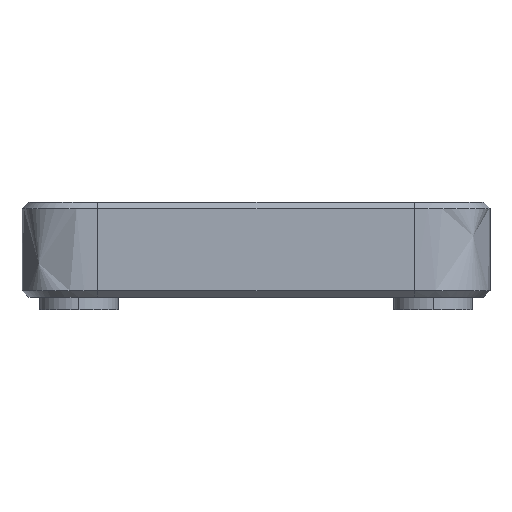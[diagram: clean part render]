
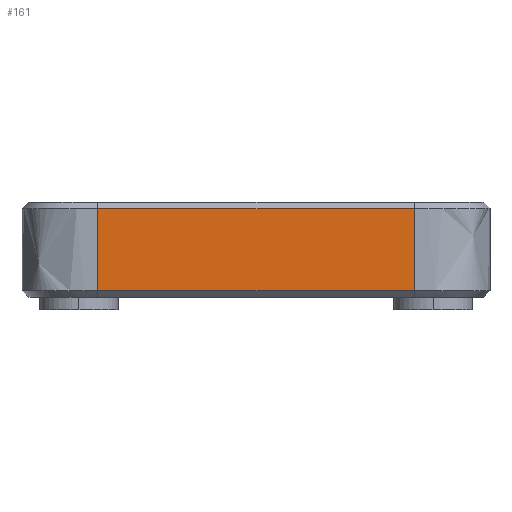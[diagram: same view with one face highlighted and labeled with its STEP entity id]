
A CAD part, left-side view. The second image highlights one B-rep face of the part: STEP entity #161.
In plain terms, the highlighted planar face has unit normal (-1, 0, 0).
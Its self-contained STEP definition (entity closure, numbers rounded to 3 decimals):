
#161 = ADVANCED_FACE ( 'NONE', ( #3277 ), #3748, .F. ) ;
#207 = B_SPLINE_CURVE_WITH_KNOTS ( 'NONE', 3,
 ( #2204, #3976, #1467, #1037 ),
 .UNSPECIFIED., .F., .F.,
 ( 4, 4 ),
 ( 0.067, 0.933 ),
 .UNSPECIFIED. ) ;
#447 = CARTESIAN_POINT ( 'NONE',  ( 7.063, 36.076, 7. ) ) ;
#499 = EDGE_LOOP ( 'NONE', ( #4542, #4155, #562, #5208 ) ) ;
#562 = ORIENTED_EDGE ( 'NONE', *, *, #5665, .T. ) ;
#592 = CARTESIAN_POINT ( 'NONE',  ( 7.063, 36.076, 4.833 ) ) ;
#737 = VERTEX_POINT ( 'NONE', #3693 ) ;
#1037 = CARTESIAN_POINT ( 'NONE',  ( 7.063, 11.076, 7. ) ) ;
#1467 = CARTESIAN_POINT ( 'NONE',  ( 7.063, 11.076, 4.833 ) ) ;
#1524 = VERTEX_POINT ( 'NONE', #5074 ) ;
#1543 = DIRECTION ( 'NONE',  ( 0., 0., -1. ) ) ;
#1632 = VERTEX_POINT ( 'NONE', #3264 ) ;
#2034 = VECTOR ( 'NONE', #4370, 1000. ) ;
#2073 = VECTOR ( 'NONE', #5082, 1000. ) ;
#2204 = CARTESIAN_POINT ( 'NONE',  ( 7.063, 11.076, 0.5 ) ) ;
#2516 = LINE ( 'NONE', #5171, #2073 ) ;
#2675 = LINE ( 'NONE', #447, #2034 ) ;
#2986 = AXIS2_PLACEMENT_3D ( 'NONE', #3777, #5548, #1543 ) ;
#3264 = CARTESIAN_POINT ( 'NONE',  ( 7.063, 11.076, 0.5 ) ) ;
#3277 = FACE_OUTER_BOUND ( 'NONE', #499, .T. ) ;
#3387 = EDGE_CURVE ( 'NONE', #5734, #1632, #2516, .T. ) ;
#3693 = CARTESIAN_POINT ( 'NONE',  ( 7.063, 36.076, 7. ) ) ;
#3748 = PLANE ( 'NONE',  #2986 ) ;
#3756 = CARTESIAN_POINT ( 'NONE',  ( 7.063, 36.076, 7. ) ) ;
#3777 = CARTESIAN_POINT ( 'NONE',  ( 7.063, 42.076, 7.5 ) ) ;
#3976 = CARTESIAN_POINT ( 'NONE',  ( 7.063, 11.076, 2.667 ) ) ;
#4009 = CARTESIAN_POINT ( 'NONE',  ( 7.063, 36.076, 0.5 ) ) ;
#4053 = B_SPLINE_CURVE_WITH_KNOTS ( 'NONE', 3,
 ( #3756, #592, #4686, #5555 ),
 .UNSPECIFIED., .F., .F.,
 ( 4, 4 ),
 ( 0.067, 0.933 ),
 .UNSPECIFIED. ) ;
#4155 = ORIENTED_EDGE ( 'NONE', *, *, #3387, .T. ) ;
#4370 = DIRECTION ( 'NONE',  ( 0., 1., 0. ) ) ;
#4542 = ORIENTED_EDGE ( 'NONE', *, *, #4741, .T. ) ;
#4686 = CARTESIAN_POINT ( 'NONE',  ( 7.063, 36.076, 2.667 ) ) ;
#4741 = EDGE_CURVE ( 'NONE', #737, #5734, #4053, .T. ) ;
#5074 = CARTESIAN_POINT ( 'NONE',  ( 7.063, 11.076, 7. ) ) ;
#5082 = DIRECTION ( 'NONE',  ( 0., -1., 0. ) ) ;
#5128 = EDGE_CURVE ( 'NONE', #1524, #737, #2675, .T. ) ;
#5171 = CARTESIAN_POINT ( 'NONE',  ( 7.063, 42.076, 0.5 ) ) ;
#5208 = ORIENTED_EDGE ( 'NONE', *, *, #5128, .T. ) ;
#5548 = DIRECTION ( 'NONE',  ( 1., 0., 0. ) ) ;
#5555 = CARTESIAN_POINT ( 'NONE',  ( 7.063, 36.076, 0.5 ) ) ;
#5665 = EDGE_CURVE ( 'NONE', #1632, #1524, #207, .T. ) ;
#5734 = VERTEX_POINT ( 'NONE', #4009 ) ;
